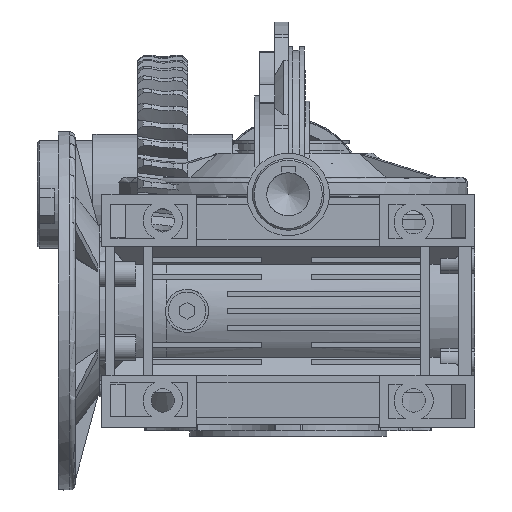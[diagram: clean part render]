
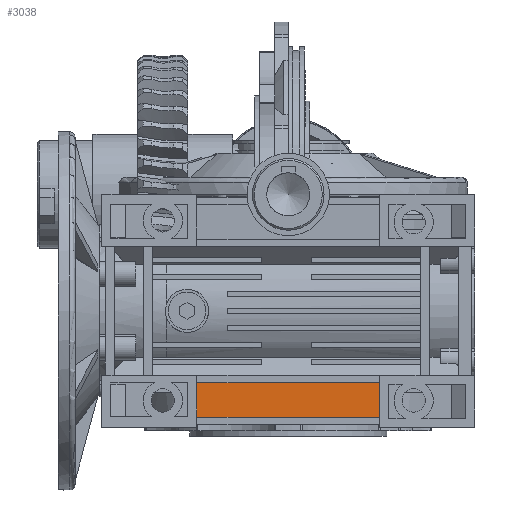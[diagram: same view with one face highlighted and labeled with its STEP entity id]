
A CAD part, front view. The second image highlights one B-rep face of the part: STEP entity #3038.
In plain terms, the highlighted planar face has unit normal (0, -1, 0).
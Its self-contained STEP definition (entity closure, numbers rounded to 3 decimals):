
#3038 = ADVANCED_FACE( '', ( #7940 ), #7941, .T. );
#7940 = FACE_OUTER_BOUND( '', #15162, .T. );
#7941 = PLANE( '', #15163 );
#15162 = EDGE_LOOP( '', ( #24731, #24732, #24733, #24734 ) );
#15163 = AXIS2_PLACEMENT_3D( '', #24735, #24736, #24737 );
#24731 = ORIENTED_EDGE( '', *, *, #44058, .T. );
#24732 = ORIENTED_EDGE( '', *, *, #44059, .T. );
#24733 = ORIENTED_EDGE( '', *, *, #44060, .T. );
#24734 = ORIENTED_EDGE( '', *, *, #44061, .T. );
#24735 = CARTESIAN_POINT( '', ( 51., -112.6, -105. ) );
#24736 = DIRECTION( '', ( 0., -1., 0. ) );
#24737 = DIRECTION( '', ( 1., 0., 0. ) );
#44058 = EDGE_CURVE( '', #53519, #53520, #53521, .T. );
#44059 = EDGE_CURVE( '', #53520, #53522, #53523, .T. );
#44060 = EDGE_CURVE( '', #53522, #53524, #53525, .T. );
#44061 = EDGE_CURVE( '', #53524, #53519, #53526, .T. );
#53519 = VERTEX_POINT( '', #67340 );
#53520 = VERTEX_POINT( '', #67341 );
#53521 = LINE( '', #67342, #67343 );
#53522 = VERTEX_POINT( '', #67344 );
#53523 = LINE( '', #67345, #67346 );
#53524 = VERTEX_POINT( '', #67347 );
#53525 = LINE( '', #67348, #67349 );
#53526 = LINE( '', #67350, #67351 );
#67340 = CARTESIAN_POINT( '', ( -51., -112.6, -124.5 ) );
#67341 = CARTESIAN_POINT( '', ( 51., -112.6, -124.5 ) );
#67342 = CARTESIAN_POINT( '', ( -51., -112.6, -124.5 ) );
#67343 = VECTOR( '', #83852, 1000. );
#67344 = CARTESIAN_POINT( '', ( 51., -112.6, -105. ) );
#67345 = CARTESIAN_POINT( '', ( 51., -112.6, -124.5 ) );
#67346 = VECTOR( '', #83853, 1000. );
#67347 = CARTESIAN_POINT( '', ( -51., -112.6, -105. ) );
#67348 = CARTESIAN_POINT( '', ( 51., -112.6, -105. ) );
#67349 = VECTOR( '', #83854, 1000. );
#67350 = CARTESIAN_POINT( '', ( -51., -112.6, -124.5 ) );
#67351 = VECTOR( '', #83855, 1000. );
#83852 = DIRECTION( '', ( 1., 0., 0. ) );
#83853 = DIRECTION( '', ( 0., 0., 1. ) );
#83854 = DIRECTION( '', ( -1., 0., 0. ) );
#83855 = DIRECTION( '', ( 0., 0., -1. ) );
